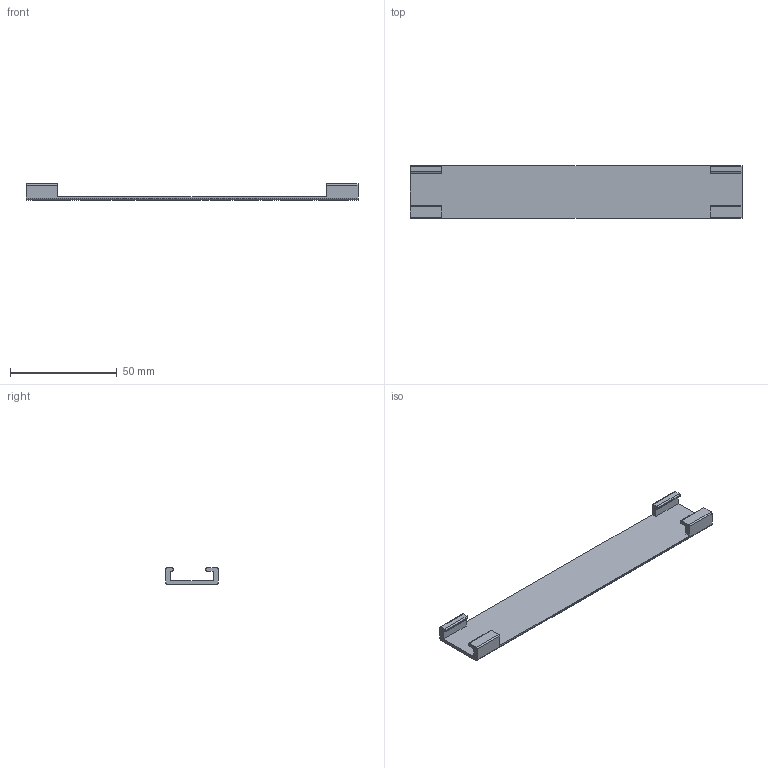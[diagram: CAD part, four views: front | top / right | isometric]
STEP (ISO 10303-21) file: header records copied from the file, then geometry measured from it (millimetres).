
FILE_DESCRIPTION(/* description */ ('STEP AP242','CAx-IF Rec.Pracs.---Representation and Presentation of Product Manufacturing Information (PMI)---4.0---2014-10-13','CAx-IF Rec.Pracs.---3D Tessellated Geometry---0.4---2014-09-14','2;1'),/* implementation_level */ '2;1');
FILE_NAME(/* name */ '650b1e56615ee301c6478d0b',/* time_stamp */ '2023-09-20T16:31:19Z',/* author */ (''),/* organization */ (''),/* preprocessor_version */ 'ST-DEVELOPER v19.4',/* originating_system */ ' ',/* authorisation */ ' ');
FILE_SCHEMA (('AP242_MANAGED_MODEL_BASED_3D_ENGINEERING_MIM_LF { 1 0 10303 442 1 1 4 }'));
Length unit declared in the file: metre
Products named in the file (16): Part 16; Part 12; Part 5; Part 7; Part 6; Part 4; Part 3; Part 2; Part 15; Part 14; Part 13; Part 11; Part 10; Part 9; Part 8; Part 1
Bounding box: 155.88 x 24.8 x 7.7 mm (x, y, z)
Volume: 7217.9 mm3; surface area: 11921.9 mm2
Topology: 16 solids, 16 shells, 460 faces, 1236 edges, 824 vertices
Faces by surface type: plane 342, bspline 100, cylinder 18
Entity records: 14918 total; most frequent: CARTESIAN_POINT 3636, ORIENTED_EDGE 2472, DIRECTION 1824, EDGE_CURVE 1236, LINE 1000, VECTOR 1000, VERTEX_POINT 824, EDGE_LOOP 478
